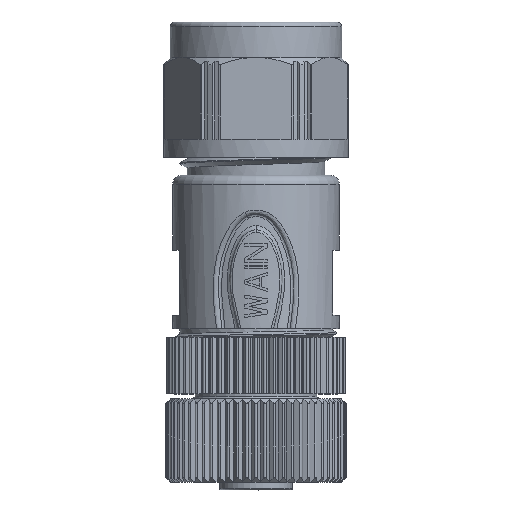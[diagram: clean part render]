
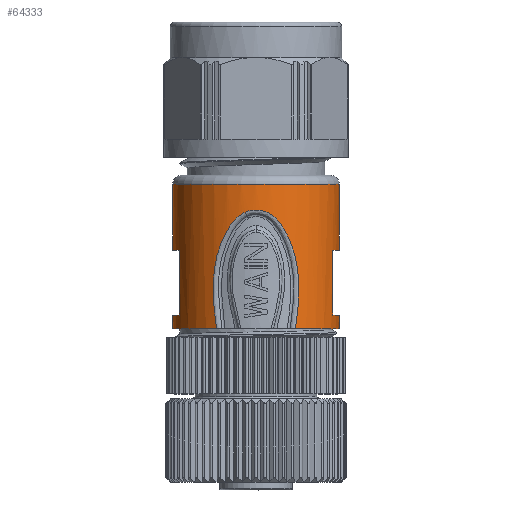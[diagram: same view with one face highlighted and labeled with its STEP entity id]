
A CAD part, top view. The second image highlights one B-rep face of the part: STEP entity #64333.
In plain terms, the highlighted cylindrical face has radius 9.25 mm (diameter 18.5 mm), a partial arc.
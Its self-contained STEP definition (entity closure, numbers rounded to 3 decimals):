
#14608=CARTESIAN_POINT('',(0.,23.8,0.));
#14609=DIRECTION('',(0.,-1.,0.));
#14610=DIRECTION('',(1.,0.,0.));
#14611=AXIS2_PLACEMENT_3D('',#14608,#14609,#14610);
#14613=CARTESIAN_POINT('',(0.,23.8,0.));
#14614=DIRECTION('',(0.,-1.,0.));
#14615=DIRECTION('',(1.,0.,0.007));
#14616=AXIS2_PLACEMENT_3D('',#14613,#14614,#14615);
#14623=DIRECTION('',(0.,1.,0.));
#14624=VECTOR('',#14623,7.2);
#14625=CARTESIAN_POINT('',(-8.5,9.3,3.649));
#14626=LINE('',#14625,#14624);
#14627=DIRECTION('',(0.,-1.,0.));
#14628=VECTOR('',#14627,7.3);
#14629=CARTESIAN_POINT('',(9.25,23.8,0.));
#14630=LINE('',#14629,#14628);
#14631=DIRECTION('',(0.,-1.,0.));
#14632=VECTOR('',#14631,7.2);
#14633=CARTESIAN_POINT('',(8.5,16.5,3.649));
#14634=LINE('',#14633,#14632);
#14635=DIRECTION('',(0.,-1.,0.));
#14636=VECTOR('',#14635,1.5);
#14637=CARTESIAN_POINT('',(9.25,9.3,0.));
#14638=LINE('',#14637,#14636);
#14639=CARTESIAN_POINT('',(-1.217,20.687,
9.17));
#14640=CARTESIAN_POINT('',(-1.312,20.644,
9.157));
#14641=CARTESIAN_POINT('',(-1.506,20.545,
9.128));
#14642=CARTESIAN_POINT('',(-1.8,20.351,
9.075));
#14643=CARTESIAN_POINT('',(-2.102,20.103,
9.01));
#14644=CARTESIAN_POINT('',(-2.413,19.792,
8.932));
#14645=CARTESIAN_POINT('',(-2.731,19.406,
8.84));
#14646=CARTESIAN_POINT('',(-3.054,18.934,
8.733));
#14647=CARTESIAN_POINT('',(-3.378,18.373,
8.614));
#14648=CARTESIAN_POINT('',(-3.706,17.708,
8.478));
#14649=CARTESIAN_POINT('',(-4.02,16.945,
8.333));
#14650=CARTESIAN_POINT('',(-4.276,16.152,
8.204));
#14651=CARTESIAN_POINT('',(-4.473,15.341,
8.098));
#14652=CARTESIAN_POINT('',(-4.619,14.472,
8.015));
#14653=CARTESIAN_POINT('',(-4.718,13.482,
7.956));
#14654=CARTESIAN_POINT('',(-4.76,12.337,
7.931));
#14655=CARTESIAN_POINT('',(-4.73,11.025,
7.949));
#14656=CARTESIAN_POINT('',(-4.614,9.531,
8.018));
#14657=CARTESIAN_POINT('',(-4.467,8.399,
8.1));
#14658=CARTESIAN_POINT('',(-4.374,7.8,
8.15));
#14737=CARTESIAN_POINT('',(0.,7.8,0.));
#14738=DIRECTION('',(0.,1.,0.));
#14739=DIRECTION('',(0.473,0.,0.881));
#14740=AXIS2_PLACEMENT_3D('',#14737,#14738,#14739);
#14836=CARTESIAN_POINT('',(0.,7.8,0.));
#14837=DIRECTION('',(0.,1.,0.));
#14838=DIRECTION('',(-1.,0.,0.));
#14839=AXIS2_PLACEMENT_3D('',#14836,#14837,#14838);
#14862=CARTESIAN_POINT('',(-1.217,20.687,
9.17));
#14863=CARTESIAN_POINT('',(-1.136,20.724,
9.18));
#14864=CARTESIAN_POINT('',(-0.966,20.792,
9.201));
#14865=CARTESIAN_POINT('',(-0.675,20.876,
9.227));
#14866=CARTESIAN_POINT('',(-0.36,20.928,
9.245));
#14867=CARTESIAN_POINT('',(-0.033,20.947,
9.252));
#14868=CARTESIAN_POINT('',(0.294,20.934,
9.247));
#14869=CARTESIAN_POINT('',(0.612,20.889,
9.231));
#14870=CARTESIAN_POINT('',(0.908,20.812,
9.207));
#14871=CARTESIAN_POINT('',(1.195,20.704,9.174));
#14872=CARTESIAN_POINT('',(1.485,20.558,9.132));
#14873=CARTESIAN_POINT('',(1.781,20.366,9.079));
#14874=CARTESIAN_POINT('',(2.084,20.122,9.014));
#14875=CARTESIAN_POINT('',(2.397,19.812,8.936));
#14876=CARTESIAN_POINT('',(2.718,19.425,8.844));
#14877=CARTESIAN_POINT('',(3.043,18.954,8.737));
#14878=CARTESIAN_POINT('',(3.369,18.391,8.617));
#14879=CARTESIAN_POINT('',(3.696,17.728,8.482));
#14880=CARTESIAN_POINT('',(4.016,16.949,8.335));
#14881=CARTESIAN_POINT('',(4.281,16.125,8.201));
#14882=CARTESIAN_POINT('',(4.481,15.295,8.093));
#14883=CARTESIAN_POINT('',(4.629,14.403,8.009));
#14884=CARTESIAN_POINT('',(4.726,13.411,7.952));
#14885=CARTESIAN_POINT('',(4.764,12.28,7.929));
#14886=CARTESIAN_POINT('',(4.729,10.98,7.95));
#14887=CARTESIAN_POINT('',(4.608,9.501,8.021));
#14888=CARTESIAN_POINT('',(4.464,8.388,8.102));
#14889=CARTESIAN_POINT('',(4.379,7.8,8.148));
#15574=DIRECTION('',(0.,-1.,0.));
#15575=VECTOR('',#15574,7.3);
#15576=CARTESIAN_POINT('',(-9.25,23.8,0.));
#15577=LINE('',#15576,#15575);
#15582=DIRECTION('',(0.,-1.,0.));
#15583=VECTOR('',#15582,1.5);
#15584=CARTESIAN_POINT('',(-9.25,9.3,0.));
#15585=LINE('',#15584,#15583);
#15620=CARTESIAN_POINT('',(0.,9.3,0.));
#15621=DIRECTION('',(0.,-1.,0.));
#15622=DIRECTION('',(1.,0.,0.));
#15623=AXIS2_PLACEMENT_3D('',#15620,#15621,#15622);
#15638=CARTESIAN_POINT('',(0.,16.5,0.));
#15639=DIRECTION('',(0.,1.,0.));
#15640=DIRECTION('',(0.919,0.,0.394));
#15641=AXIS2_PLACEMENT_3D('',#15638,#15639,#15640);
#15648=CARTESIAN_POINT('',(0.,16.5,0.));
#15649=DIRECTION('',(0.,1.,0.));
#15650=DIRECTION('',(-1.,0.,0.));
#15651=AXIS2_PLACEMENT_3D('',#15648,#15649,#15650);
#15666=CARTESIAN_POINT('',(0.,9.3,0.));
#15667=DIRECTION('',(0.,-1.,0.));
#15668=DIRECTION('',(-0.919,0.,0.394));
#15669=AXIS2_PLACEMENT_3D('',#15666,#15667,#15668);
#44652=CARTESIAN_POINT('',(-9.25,23.8,0.));
#44653=VERTEX_POINT('',#44652);
#44655=CARTESIAN_POINT('',(9.25,23.8,0.));
#44657=VERTEX_POINT('',#44655);
#44658=CARTESIAN_POINT('',(9.25,23.8,0.064));
#44659=VERTEX_POINT('',#44658);
#44660=CARTESIAN_POINT('',(-9.25,7.8,0.));
#44661=CARTESIAN_POINT('',(-4.374,7.8,8.15));
#44662=VERTEX_POINT('',#44660);
#44663=VERTEX_POINT('',#44661);
#44664=CARTESIAN_POINT('',(-9.25,9.3,0.));
#44665=VERTEX_POINT('',#44664);
#44666=CARTESIAN_POINT('',(-8.5,9.3,3.649));
#44667=VERTEX_POINT('',#44666);
#44668=CARTESIAN_POINT('',(-8.5,16.5,3.649));
#44669=VERTEX_POINT('',#44668);
#44670=CARTESIAN_POINT('',(-9.25,16.5,0.));
#44671=VERTEX_POINT('',#44670);
#44672=CARTESIAN_POINT('',(9.25,16.5,0.));
#44673=VERTEX_POINT('',#44672);
#44674=CARTESIAN_POINT('',(8.5,16.5,3.649));
#44675=VERTEX_POINT('',#44674);
#44676=CARTESIAN_POINT('',(8.5,9.3,3.649));
#44677=VERTEX_POINT('',#44676);
#44678=CARTESIAN_POINT('',(9.25,9.3,0.));
#44679=VERTEX_POINT('',#44678);
#44680=CARTESIAN_POINT('',(9.25,7.8,0.));
#44681=VERTEX_POINT('',#44680);
#44682=CARTESIAN_POINT('',(4.379,7.8,8.148));
#44683=VERTEX_POINT('',#44682);
#44684=VERTEX_POINT('',#14862);
#64296=CARTESIAN_POINT('',(0.,1.7,0.));
#64297=DIRECTION('',(0.,1.,0.));
#64298=DIRECTION('',(1.,0.,0.));
#64299=AXIS2_PLACEMENT_3D('',#64296,#64297,#64298);
#64300=CYLINDRICAL_SURFACE('',#64299,9.25);
#64302=ORIENTED_EDGE('',*,*,#64301,.F.);
#64304=ORIENTED_EDGE('',*,*,#64303,.F.);
#64306=ORIENTED_EDGE('',*,*,#64305,.F.);
#64308=ORIENTED_EDGE('',*,*,#64307,.T.);
#64310=ORIENTED_EDGE('',*,*,#64309,.F.);
#64312=ORIENTED_EDGE('',*,*,#64311,.F.);
#64313=ORIENTED_EDGE('',*,*,#64290,.F.);
#64314=ORIENTED_EDGE('',*,*,#64288,.F.);
#64316=ORIENTED_EDGE('',*,*,#64315,.T.);
#64318=ORIENTED_EDGE('',*,*,#64317,.F.);
#64320=ORIENTED_EDGE('',*,*,#64319,.T.);
#64322=ORIENTED_EDGE('',*,*,#64321,.F.);
#64324=ORIENTED_EDGE('',*,*,#64323,.T.);
#64326=ORIENTED_EDGE('',*,*,#64325,.F.);
#64328=ORIENTED_EDGE('',*,*,#64327,.F.);
#64330=ORIENTED_EDGE('',*,*,#64329,.T.);
#64331=EDGE_LOOP('',(#64302,#64304,#64306,#64308,#64310,#64312,#64313,#64314,
#64316,#64318,#64320,#64322,#64324,#64326,#64328,#64330));
#64332=FACE_OUTER_BOUND('',#64331,.F.);
#14612=CIRCLE('',#14611,9.25);
#14617=CIRCLE('',#14616,9.25);
#14659=B_SPLINE_CURVE_WITH_KNOTS('',3,(#14639,#14640,#14641,#14642,#14643,
#14644,#14645,#14646,#14647,#14648,#14649,#14650,#14651,#14652,#14653,#14654,
#14655,#14656,#14657,#14658),.UNSPECIFIED.,.F.,.F.,(4,1,1,1,1,1,1,1,1,1,1,1,1,1,
1,1,1,4),(0.,0.059,0.118,0.176,
0.235,0.294,0.353,0.412,
0.471,0.529,0.588,0.647,
0.706,0.765,0.824,0.882,
0.941,1.),.UNSPECIFIED.);
#14741=CIRCLE('',#14740,9.25);
#14840=CIRCLE('',#14839,9.25);
#14890=B_SPLINE_CURVE_WITH_KNOTS('',3,(#14862,#14863,#14864,#14865,#14866,
#14867,#14868,#14869,#14870,#14871,#14872,#14873,#14874,#14875,#14876,#14877,
#14878,#14879,#14880,#14881,#14882,#14883,#14884,#14885,#14886,#14887,#14888,
#14889),.UNSPECIFIED.,.F.,.F.,(4,1,1,1,1,1,1,1,1,1,1,1,1,1,1,1,1,1,1,1,1,1,1,1,
1,4),(0.,0.04,0.08,0.12,0.16,0.2,0.24,0.28,0.32,0.36,0.4,
0.44,0.48,0.52,0.56,0.6,0.64,0.68,0.72,0.76,0.8,0.84,
0.88,0.92,0.96,1.),.UNSPECIFIED.);
#15624=CIRCLE('',#15623,9.25);
#15642=CIRCLE('',#15641,9.25);
#15652=CIRCLE('',#15651,9.25);
#15670=CIRCLE('',#15669,9.25);
#64288=EDGE_CURVE('',#44657,#44659,#14612,.T.);
#64290=EDGE_CURVE('',#44659,#44653,#14617,.T.);
#64301=EDGE_CURVE('',#44662,#44663,#14840,.T.);
#64303=EDGE_CURVE('',#44665,#44662,#15585,.T.);
#64305=EDGE_CURVE('',#44667,#44665,#15670,.T.);
#64307=EDGE_CURVE('',#44667,#44669,#14626,.T.);
#64309=EDGE_CURVE('',#44671,#44669,#15652,.T.);
#64311=EDGE_CURVE('',#44653,#44671,#15577,.T.);
#64315=EDGE_CURVE('',#44657,#44673,#14630,.T.);
#64317=EDGE_CURVE('',#44675,#44673,#15642,.T.);
#64319=EDGE_CURVE('',#44675,#44677,#14634,.T.);
#64321=EDGE_CURVE('',#44679,#44677,#15624,.T.);
#64323=EDGE_CURVE('',#44679,#44681,#14638,.T.);
#64325=EDGE_CURVE('',#44683,#44681,#14741,.T.);
#64327=EDGE_CURVE('',#44684,#44683,#14890,.T.);
#64329=EDGE_CURVE('',#44684,#44663,#14659,.T.);
#64333=ADVANCED_FACE('',(#64332),#64300,.T.);
